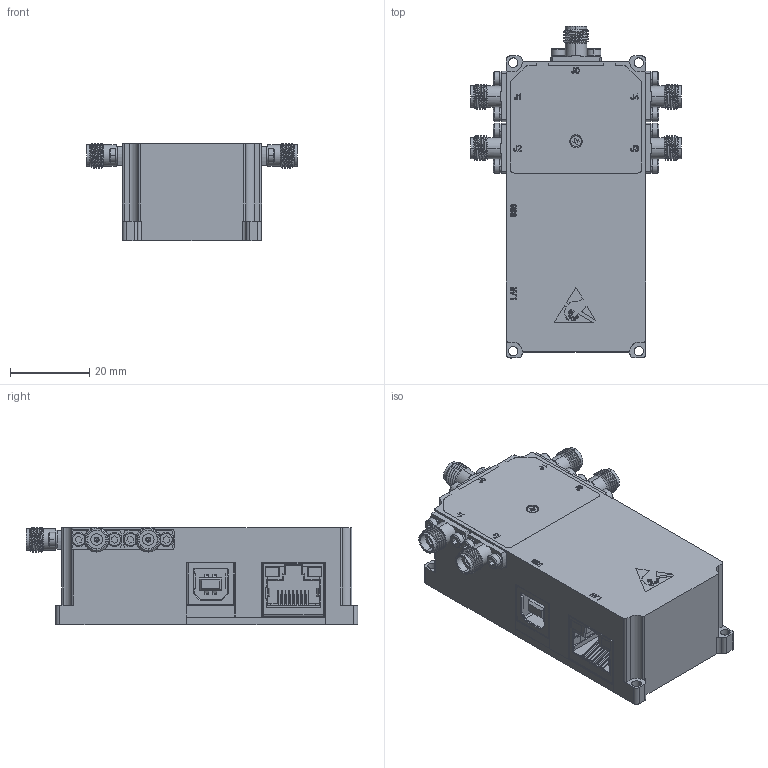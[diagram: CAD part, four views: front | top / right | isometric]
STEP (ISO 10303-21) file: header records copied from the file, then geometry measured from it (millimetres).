
FILE_DESCRIPTION (( 'STEP AP214' ), '1' );
FILE_NAME ('FMSW5024_3D.step', '2025-03-03T15:34:43', ( '' ), ( '' ), 'SwSTEP 2.0', 'SolidWorks 2022', '' );
FILE_SCHEMA (( 'AUTOMOTIVE_DESIGN' ));
Length unit declared in the file: inch
Products named in the file (3): PE71S5024; FMSW5024_3D; PE71S5024-Join1[1]
Assembly tree (2 placements, depth 2):
  FMSW5024_3D
    PE71S5024
    PE71S5024-Join1[1]
Bounding box: 53 x 83.5 x 24.65 mm (x, y, z)
Surface area: 30741.6 mm2 (no closed solid volume)
Topology: 0 solids, 46 shells, 2951 faces, 7986 edges, 5134 vertices
Faces by surface type: plane 1734, cylinder 917, cone 173, bspline 102, sphere 21, torus 4
Entity records: 97502 total; most frequent: CARTESIAN_POINT 23485, ORIENTED_EDGE 15716, DIRECTION 14960, EDGE_CURVE 7888, VECTOR 5320, LINE 5320, VERTEX_POINT 5134, AXIS2_PLACEMENT_3D 4820
